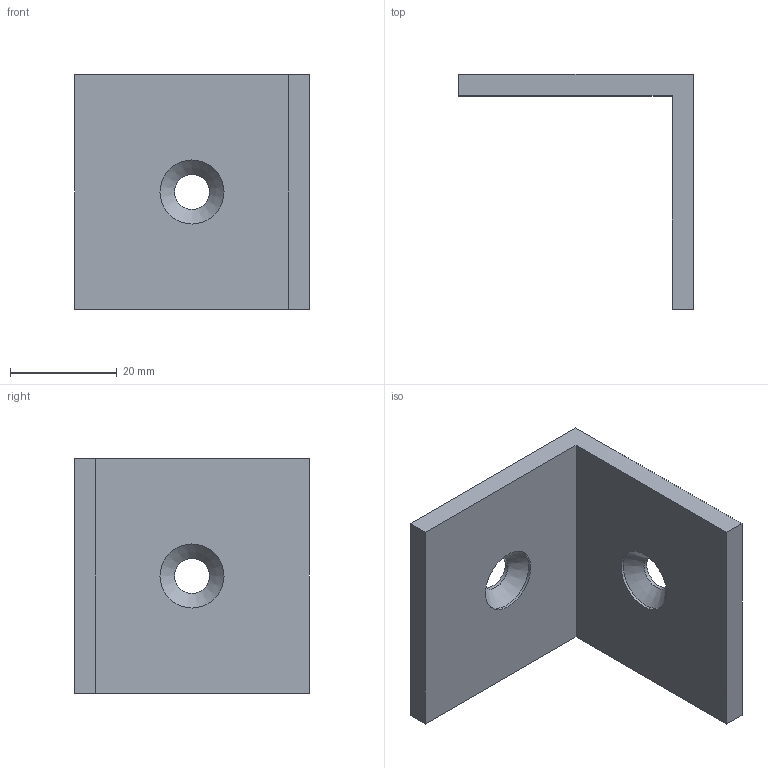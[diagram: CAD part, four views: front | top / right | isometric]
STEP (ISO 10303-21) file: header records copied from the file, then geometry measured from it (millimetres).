
FILE_DESCRIPTION( ( 'Unknown' ), '1' );
FILE_NAME( 'Winkel_44x44x4_1.stp', 'Unknown', ( 'Unknown' ), ( 'Unknown' ), 'PSStep 16.0.42', 'Unknown', ' ' );
FILE_SCHEMA( ( 'AUTOMOTIVE_DESIGN { 1 0 10303 214 1 1 1 1 }' ) );
Length unit declared in the file: millimetre
Products named in the file (1): 1
Bounding box: 44 x 44 x 44 mm (x, y, z)
Volume: 14240.6 mm3; surface area: 8417.8 mm2
Topology: 1 solids, 1 shells, 14 faces, 35 edges, 23 vertices
Faces by surface type: plane 8, cylinder 4, cone 2
Full cylindrical faces by diameter (mm): 6.5 x2, 12 x2
Entity records: 498 total; most frequent: DIRECTION 64, CARTESIAN_POINT 61, ORIENTED_EDGE 52, EDGE_CURVE 26, EDGE_LOOP 24, AXIS2_PLACEMENT_3D 23, VERTEX_POINT 20, FACE_OUTER_BOUND 18
